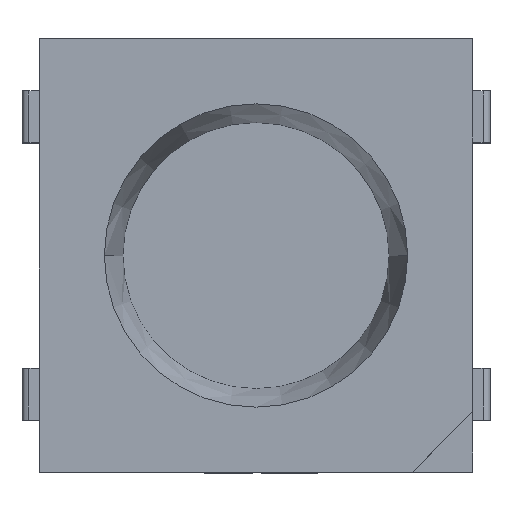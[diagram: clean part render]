
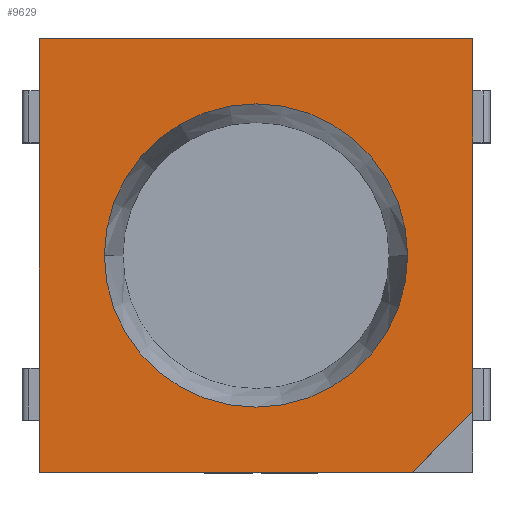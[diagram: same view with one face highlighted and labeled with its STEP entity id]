
A CAD part, top view. The second image highlights one B-rep face of the part: STEP entity #9629.
In plain terms, the highlighted planar face has unit normal (0, 0, 1).
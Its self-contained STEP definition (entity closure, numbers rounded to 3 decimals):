
#190 = VERTEX_POINT('',#191);
#191 = CARTESIAN_POINT('',(1.75,0.,1.57));
#198 = CONICAL_SURFACE('',#199,1.75,0.262);
#199 = AXIS2_PLACEMENT_3D('',#200,#201,#202);
#200 = CARTESIAN_POINT('',(0.,0.,1.57));
#201 = DIRECTION('',(0.,0.,1.));
#202 = DIRECTION('',(1.,0.,-0.));
#210 = CONICAL_SURFACE('',#211,1.75,0.262);
#211 = AXIS2_PLACEMENT_3D('',#212,#213,#214);
#212 = CARTESIAN_POINT('',(0.,0.,1.57));
#213 = DIRECTION('',(0.,0.,1.));
#214 = DIRECTION('',(1.,0.,-0.));
#222 = EDGE_CURVE('',#223,#190,#225,.T.);
#223 = VERTEX_POINT('',#224);
#224 = CARTESIAN_POINT('',(-1.75,0.,
    1.57));
#225 = SURFACE_CURVE('',#226,(#231,#238),.PCURVE_S1.);
#226 = CIRCLE('',#227,1.75);
#227 = AXIS2_PLACEMENT_3D('',#228,#229,#230);
#228 = CARTESIAN_POINT('',(0.,0.,1.57));
#229 = DIRECTION('',(0.,0.,1.));
#230 = DIRECTION('',(1.,0.,-0.));
#231 = PCURVE('',#198,#232);
#232 = DEFINITIONAL_REPRESENTATION('',(#233),#237);
#233 = LINE('',#234,#235);
#234 = CARTESIAN_POINT('',(0.,0.));
#235 = VECTOR('',#236,1.);
#236 = DIRECTION('',(1.,0.));
#237 = ( GEOMETRIC_REPRESENTATION_CONTEXT(2) 
PARAMETRIC_REPRESENTATION_CONTEXT() REPRESENTATION_CONTEXT('2D SPACE',''
  ) );
#238 = PCURVE('',#239,#244);
#239 = PLANE('',#240);
#240 = AXIS2_PLACEMENT_3D('',#241,#242,#243);
#241 = CARTESIAN_POINT('',(0.,0.,1.57));
#242 = DIRECTION('',(0.,0.,1.));
#243 = DIRECTION('',(1.,0.,-0.));
#244 = DEFINITIONAL_REPRESENTATION('',(#245),#249);
#245 = CIRCLE('',#246,1.75);
#246 = AXIS2_PLACEMENT_2D('',#247,#248);
#247 = CARTESIAN_POINT('',(0.,0.));
#248 = DIRECTION('',(1.,0.));
#249 = ( GEOMETRIC_REPRESENTATION_CONTEXT(2) 
PARAMETRIC_REPRESENTATION_CONTEXT() REPRESENTATION_CONTEXT('2D SPACE',''
  ) );
#315 = PLANE('',#316);
#316 = AXIS2_PLACEMENT_3D('',#317,#318,#319);
#317 = CARTESIAN_POINT('',(2.5,-2.5,1.57
    ));
#318 = DIRECTION('',(0.,1.,0.));
#319 = DIRECTION('',(-1.,0.,0.));
#2038 = VERTEX_POINT('',#2039);
#2039 = CARTESIAN_POINT('',(1.8,-2.5,
    1.57));
#2053 = PLANE('',#2054);
#2054 = AXIS2_PLACEMENT_3D('',#2055,#2056,#2057);
#2055 = CARTESIAN_POINT('',(1.8,-2.5,
    1.17));
#2056 = DIRECTION('',(-0.707,0.707,0.));
#2057 = DIRECTION('',(-0.707,-0.707,0.));
#2065 = EDGE_CURVE('',#2066,#2038,#2068,.T.);
#2066 = VERTEX_POINT('',#2067);
#2067 = CARTESIAN_POINT('',(-2.5,-2.5,
    1.57));
#2068 = SURFACE_CURVE('',#2069,(#2073,#2080),.PCURVE_S1.);
#2069 = LINE('',#2070,#2071);
#2070 = CARTESIAN_POINT('',(2.5,-2.5,
    1.57));
#2071 = VECTOR('',#2072,1.);
#2072 = DIRECTION('',(1.,0.,0.));
#2073 = PCURVE('',#315,#2074);
#2074 = DEFINITIONAL_REPRESENTATION('',(#2075),#2079);
#2075 = LINE('',#2076,#2077);
#2076 = CARTESIAN_POINT('',(0.,0.));
#2077 = VECTOR('',#2078,1.);
#2078 = DIRECTION('',(-1.,0.));
#2079 = ( GEOMETRIC_REPRESENTATION_CONTEXT(2) 
PARAMETRIC_REPRESENTATION_CONTEXT() REPRESENTATION_CONTEXT('2D SPACE',''
  ) );
#2080 = PCURVE('',#239,#2081);
#2081 = DEFINITIONAL_REPRESENTATION('',(#2082),#2086);
#2082 = LINE('',#2083,#2084);
#2083 = CARTESIAN_POINT('',(2.5,-2.5));
#2084 = VECTOR('',#2085,1.);
#2085 = DIRECTION('',(1.,0.));
#2086 = ( GEOMETRIC_REPRESENTATION_CONTEXT(2) 
PARAMETRIC_REPRESENTATION_CONTEXT() REPRESENTATION_CONTEXT('2D SPACE',''
  ) );
#2104 = PLANE('',#2105);
#2105 = AXIS2_PLACEMENT_3D('',#2106,#2107,#2108);
#2106 = CARTESIAN_POINT('',(-2.5,-2.5,
    1.57));
#2107 = DIRECTION('',(1.,0.,0.));
#2108 = DIRECTION('',(0.,0.,-1.));
#2153 = PLANE('',#2154);
#2154 = AXIS2_PLACEMENT_3D('',#2155,#2156,#2157);
#2155 = CARTESIAN_POINT('',(2.5,-2.5,
    1.57));
#2156 = DIRECTION('',(-1.,0.,0.));
#2157 = DIRECTION('',(0.,0.,1.));
#6348 = PLANE('',#6349);
#6349 = AXIS2_PLACEMENT_3D('',#6350,#6351,#6352);
#6350 = CARTESIAN_POINT('',(2.5,2.5,1.57
    ));
#6351 = DIRECTION('',(0.,-1.,0.));
#6352 = DIRECTION('',(1.,0.,0.));
#8964 = EDGE_CURVE('',#8965,#2066,#8967,.T.);
#8965 = VERTEX_POINT('',#8966);
#8966 = CARTESIAN_POINT('',(-2.5,2.5,
    1.57));
#8967 = SURFACE_CURVE('',#8968,(#8972,#8979),.PCURVE_S1.);
#8968 = LINE('',#8969,#8970);
#8969 = CARTESIAN_POINT('',(-2.5,-2.5,
    1.57));
#8970 = VECTOR('',#8971,1.);
#8971 = DIRECTION('',(-0.,-1.,-0.));
#8972 = PCURVE('',#2104,#8973);
#8973 = DEFINITIONAL_REPRESENTATION('',(#8974),#8978);
#8974 = LINE('',#8975,#8976);
#8975 = CARTESIAN_POINT('',(0.,0.));
#8976 = VECTOR('',#8977,1.);
#8977 = DIRECTION('',(0.,-1.));
#8978 = ( GEOMETRIC_REPRESENTATION_CONTEXT(2) 
PARAMETRIC_REPRESENTATION_CONTEXT() REPRESENTATION_CONTEXT('2D SPACE',''
  ) );
#8979 = PCURVE('',#239,#8980);
#8980 = DEFINITIONAL_REPRESENTATION('',(#8981),#8985);
#8981 = LINE('',#8982,#8983);
#8982 = CARTESIAN_POINT('',(-2.5,-2.5));
#8983 = VECTOR('',#8984,1.);
#8984 = DIRECTION('',(0.,-1.));
#8985 = ( GEOMETRIC_REPRESENTATION_CONTEXT(2) 
PARAMETRIC_REPRESENTATION_CONTEXT() REPRESENTATION_CONTEXT('2D SPACE',''
  ) );
#9348 = EDGE_CURVE('',#9349,#9351,#9353,.T.);
#9349 = VERTEX_POINT('',#9350);
#9350 = CARTESIAN_POINT('',(2.5,-1.8,
    1.57));
#9351 = VERTEX_POINT('',#9352);
#9352 = CARTESIAN_POINT('',(2.5,2.5,1.57
    ));
#9353 = SURFACE_CURVE('',#9354,(#9358,#9365),.PCURVE_S1.);
#9354 = LINE('',#9355,#9356);
#9355 = CARTESIAN_POINT('',(2.5,-2.5,
    1.57));
#9356 = VECTOR('',#9357,1.);
#9357 = DIRECTION('',(0.,1.,0.));
#9358 = PCURVE('',#2153,#9359);
#9359 = DEFINITIONAL_REPRESENTATION('',(#9360),#9364);
#9360 = LINE('',#9361,#9362);
#9361 = CARTESIAN_POINT('',(0.,0.));
#9362 = VECTOR('',#9363,1.);
#9363 = DIRECTION('',(0.,1.));
#9364 = ( GEOMETRIC_REPRESENTATION_CONTEXT(2) 
PARAMETRIC_REPRESENTATION_CONTEXT() REPRESENTATION_CONTEXT('2D SPACE',''
  ) );
#9365 = PCURVE('',#239,#9366);
#9366 = DEFINITIONAL_REPRESENTATION('',(#9367),#9371);
#9367 = LINE('',#9368,#9369);
#9368 = CARTESIAN_POINT('',(2.5,-2.5));
#9369 = VECTOR('',#9370,1.);
#9370 = DIRECTION('',(0.,1.));
#9371 = ( GEOMETRIC_REPRESENTATION_CONTEXT(2) 
PARAMETRIC_REPRESENTATION_CONTEXT() REPRESENTATION_CONTEXT('2D SPACE',''
  ) );
#9608 = EDGE_CURVE('',#9351,#8965,#9609,.T.);
#9609 = SURFACE_CURVE('',#9610,(#9614,#9621),.PCURVE_S1.);
#9610 = LINE('',#9611,#9612);
#9611 = CARTESIAN_POINT('',(2.5,2.5,1.57
    ));
#9612 = VECTOR('',#9613,1.);
#9613 = DIRECTION('',(-1.,0.,0.));
#9614 = PCURVE('',#6348,#9615);
#9615 = DEFINITIONAL_REPRESENTATION('',(#9616),#9620);
#9616 = LINE('',#9617,#9618);
#9617 = CARTESIAN_POINT('',(0.,0.));
#9618 = VECTOR('',#9619,1.);
#9619 = DIRECTION('',(-1.,0.));
#9620 = ( GEOMETRIC_REPRESENTATION_CONTEXT(2) 
PARAMETRIC_REPRESENTATION_CONTEXT() REPRESENTATION_CONTEXT('2D SPACE',''
  ) );
#9621 = PCURVE('',#239,#9622);
#9622 = DEFINITIONAL_REPRESENTATION('',(#9623),#9627);
#9623 = LINE('',#9624,#9625);
#9624 = CARTESIAN_POINT('',(2.5,2.5));
#9625 = VECTOR('',#9626,1.);
#9626 = DIRECTION('',(-1.,0.));
#9627 = ( GEOMETRIC_REPRESENTATION_CONTEXT(2) 
PARAMETRIC_REPRESENTATION_CONTEXT() REPRESENTATION_CONTEXT('2D SPACE',''
  ) );
#9629 = ADVANCED_FACE('',(#9630,#9657),#239,.T.);
#9630 = FACE_BOUND('',#9631,.T.);
#9631 = EDGE_LOOP('',(#9632,#9653,#9654,#9655,#9656));
#9632 = ORIENTED_EDGE('',*,*,#9633,.F.);
#9633 = EDGE_CURVE('',#9349,#2038,#9634,.T.);
#9634 = SURFACE_CURVE('',#9635,(#9639,#9646),.PCURVE_S1.);
#9635 = LINE('',#9636,#9637);
#9636 = CARTESIAN_POINT('',(1.8,-2.5,
    1.57));
#9637 = VECTOR('',#9638,1.);
#9638 = DIRECTION('',(-0.707,-0.707,-0.));
#9639 = PCURVE('',#239,#9640);
#9640 = DEFINITIONAL_REPRESENTATION('',(#9641),#9645);
#9641 = LINE('',#9642,#9643);
#9642 = CARTESIAN_POINT('',(1.8,-2.5));
#9643 = VECTOR('',#9644,1.);
#9644 = DIRECTION('',(-0.707,-0.707));
#9645 = ( GEOMETRIC_REPRESENTATION_CONTEXT(2) 
PARAMETRIC_REPRESENTATION_CONTEXT() REPRESENTATION_CONTEXT('2D SPACE',''
  ) );
#9646 = PCURVE('',#2053,#9647);
#9647 = DEFINITIONAL_REPRESENTATION('',(#9648),#9652);
#9648 = LINE('',#9649,#9650);
#9649 = CARTESIAN_POINT('',(0.,0.4));
#9650 = VECTOR('',#9651,1.);
#9651 = DIRECTION('',(1.,-0.));
#9652 = ( GEOMETRIC_REPRESENTATION_CONTEXT(2) 
PARAMETRIC_REPRESENTATION_CONTEXT() REPRESENTATION_CONTEXT('2D SPACE',''
  ) );
#9653 = ORIENTED_EDGE('',*,*,#9348,.T.);
#9654 = ORIENTED_EDGE('',*,*,#9608,.T.);
#9655 = ORIENTED_EDGE('',*,*,#8964,.T.);
#9656 = ORIENTED_EDGE('',*,*,#2065,.T.);
#9657 = FACE_BOUND('',#9658,.T.);
#9658 = EDGE_LOOP('',(#9659,#9681));
#9659 = ORIENTED_EDGE('',*,*,#9660,.F.);
#9660 = EDGE_CURVE('',#190,#223,#9661,.T.);
#9661 = SURFACE_CURVE('',#9662,(#9667,#9674),.PCURVE_S1.);
#9662 = CIRCLE('',#9663,1.75);
#9663 = AXIS2_PLACEMENT_3D('',#9664,#9665,#9666);
#9664 = CARTESIAN_POINT('',(0.,0.,1.57));
#9665 = DIRECTION('',(0.,0.,1.));
#9666 = DIRECTION('',(1.,0.,-0.));
#9667 = PCURVE('',#239,#9668);
#9668 = DEFINITIONAL_REPRESENTATION('',(#9669),#9673);
#9669 = CIRCLE('',#9670,1.75);
#9670 = AXIS2_PLACEMENT_2D('',#9671,#9672);
#9671 = CARTESIAN_POINT('',(0.,0.));
#9672 = DIRECTION('',(1.,0.));
#9673 = ( GEOMETRIC_REPRESENTATION_CONTEXT(2) 
PARAMETRIC_REPRESENTATION_CONTEXT() REPRESENTATION_CONTEXT('2D SPACE',''
  ) );
#9674 = PCURVE('',#210,#9675);
#9675 = DEFINITIONAL_REPRESENTATION('',(#9676),#9680);
#9676 = LINE('',#9677,#9678);
#9677 = CARTESIAN_POINT('',(0.,0.));
#9678 = VECTOR('',#9679,1.);
#9679 = DIRECTION('',(1.,0.));
#9680 = ( GEOMETRIC_REPRESENTATION_CONTEXT(2) 
PARAMETRIC_REPRESENTATION_CONTEXT() REPRESENTATION_CONTEXT('2D SPACE',''
  ) );
#9681 = ORIENTED_EDGE('',*,*,#222,.F.);
